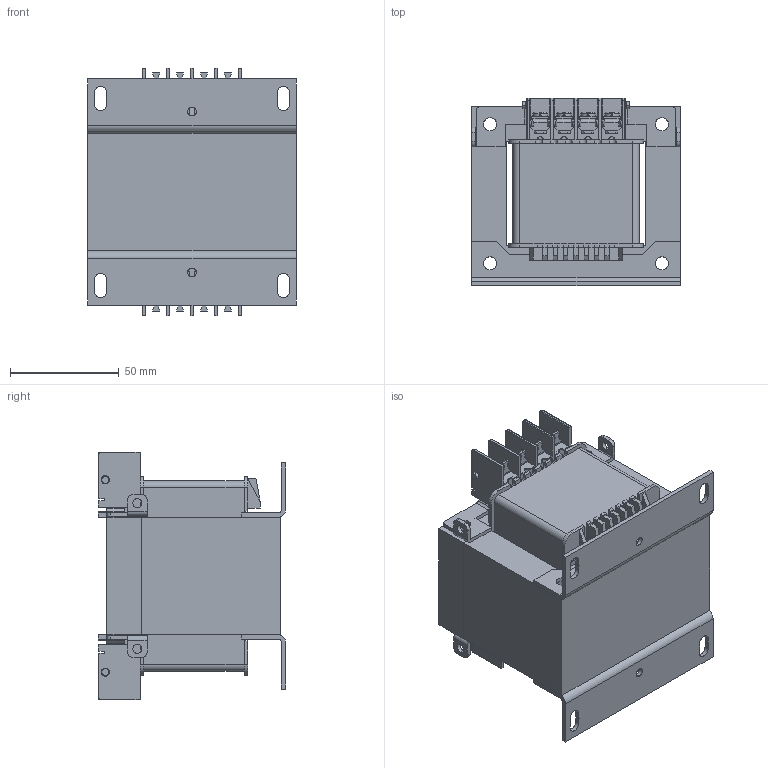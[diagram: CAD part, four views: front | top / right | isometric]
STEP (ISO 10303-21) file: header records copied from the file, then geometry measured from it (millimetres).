
FILE_DESCRIPTION (( 'STEP AP214' ), '1' );
FILE_NAME ('SP350ACP.step', '2019-03-27T13:33:34', ( '' ), ( '' ), 'SwSTEP 2.0', 'SolidWorks 2018', '' );
FILE_SCHEMA (( 'AUTOMOTIVE_DESIGN' ));
Length unit declared in the file: inch
Products named in the file (1): SP350ACP
Bounding box: 96 x 86.25 x 114 mm (x, y, z)
Volume: 519941.2 mm3; surface area: 138002.3 mm2
Topology: 41 solids, 41 shells, 3229 faces, 8995 edges, 5778 vertices
Faces by surface type: plane 1997, cylinder 934, bspline 260, cone 38
Entity records: 128663 total; most frequent: CARTESIAN_POINT 48866, ORIENTED_EDGE 17862, DIRECTION 14625, EDGE_CURVE 8931, LINE 5987, VECTOR 5987, VERTEX_POINT 5778, AXIS2_PLACEMENT_3D 4319
